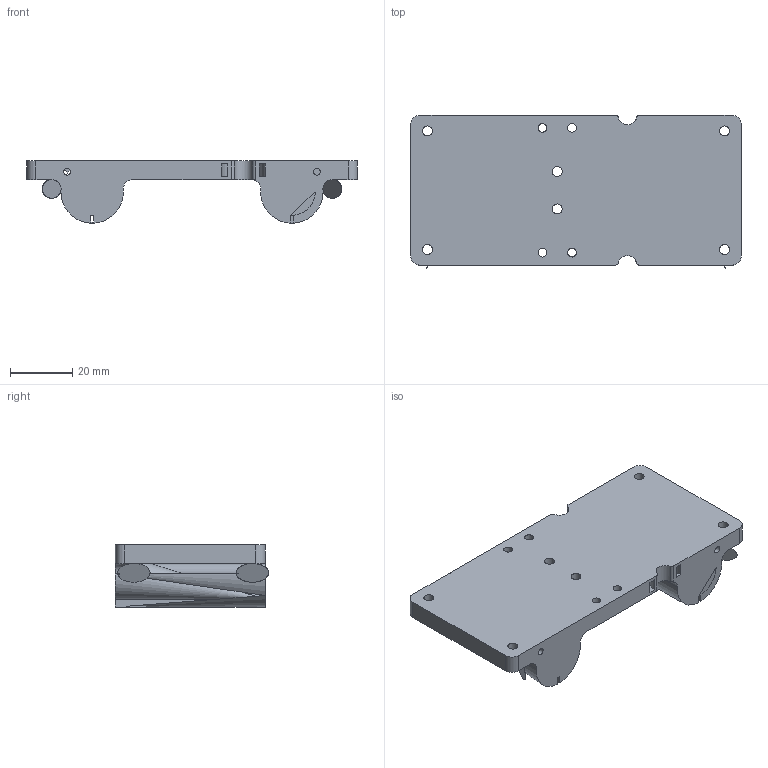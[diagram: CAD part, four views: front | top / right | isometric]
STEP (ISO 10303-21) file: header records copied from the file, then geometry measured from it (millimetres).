
FILE_DESCRIPTION(('FreeCAD Model'),'2;1');
FILE_NAME('Open CASCADE Shape Model','2022-02-22T14:25:47',('Author'),( ''),'Open CASCADE STEP processor 7.5','FreeCAD','Unknown');
FILE_SCHEMA(('AUTOMOTIVE_DESIGN { 1 0 10303 214 1 1 1 1 }'));
Length unit declared in the file: millimetre
Products named in the file (1): y-carriage
Bounding box: 106 x 49.12 x 20 mm (x, y, z)
Surface area: 21666.4 mm2 (no closed solid volume)
Topology: 0 solids, 1 shells, 97 faces, 296 edges, 196 vertices
Faces by surface type: plane 60, cylinder 37
Full cylindrical faces by diameter (mm): 2.2 x2, 2.8 x4, 3.2 x6, 15 x1, 20 x1
Entity records: 7263 total; most frequent: CARTESIAN_POINT 1667, DIRECTION 1017, LINE 606, VECTOR 606, ORIENTED_EDGE 568, PCURVE 568, DEFINITIONAL_REPRESENTATION 568, EDGE_CURVE 284
